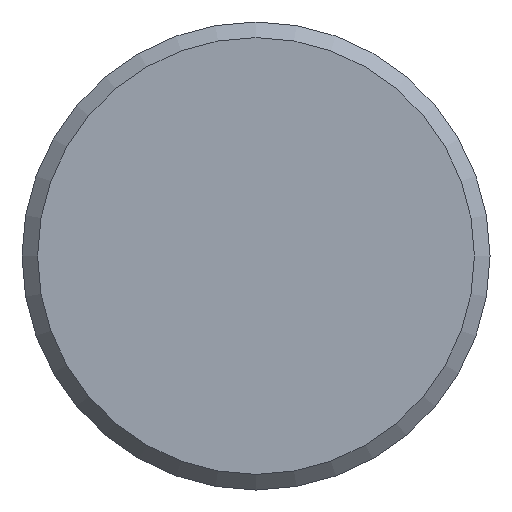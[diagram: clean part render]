
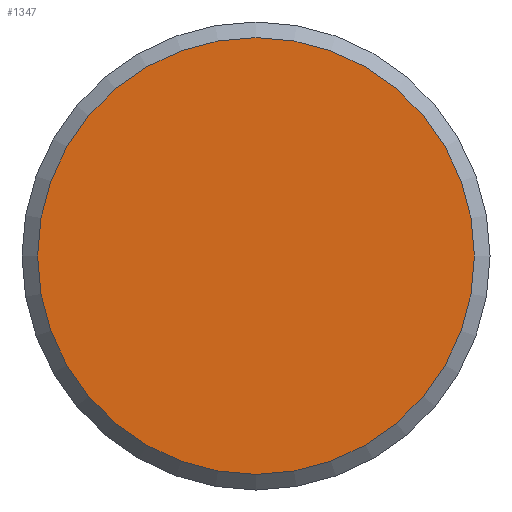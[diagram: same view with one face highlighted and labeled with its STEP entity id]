
A CAD part, front view. The second image highlights one B-rep face of the part: STEP entity #1347.
In plain terms, the highlighted planar face has unit normal (0, -1, 0).
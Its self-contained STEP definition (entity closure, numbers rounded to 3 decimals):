
#85=PLANE('',#1551);
#169=FACE_OUTER_BOUND('',#282,.T.);
#282=EDGE_LOOP('',(#1097));
#508=CIRCLE('',#1548,14.);
#622=VERTEX_POINT('',#2377);
#783=EDGE_CURVE('',#622,#622,#508,.T.);
#1097=ORIENTED_EDGE('',*,*,#783,.T.);
#1347=ADVANCED_FACE('',(#169),#85,.T.);
#1548=AXIS2_PLACEMENT_3D('',#2378,#1968,#1969);
#1551=AXIS2_PLACEMENT_3D('',#2384,#1975,#1976);
#1968=DIRECTION('center_axis',(0.,-1.,0.));
#1969=DIRECTION('ref_axis',(1.,0.,0.));
#1975=DIRECTION('center_axis',(0.,-1.,0.));
#1976=DIRECTION('ref_axis',(0.,0.,-1.));
#2377=CARTESIAN_POINT('',(-14.,-1.,0.));
#2378=CARTESIAN_POINT('Origin',(0.,-1.,0.));
#2384=CARTESIAN_POINT('Origin',(7.,-1.,0.));
